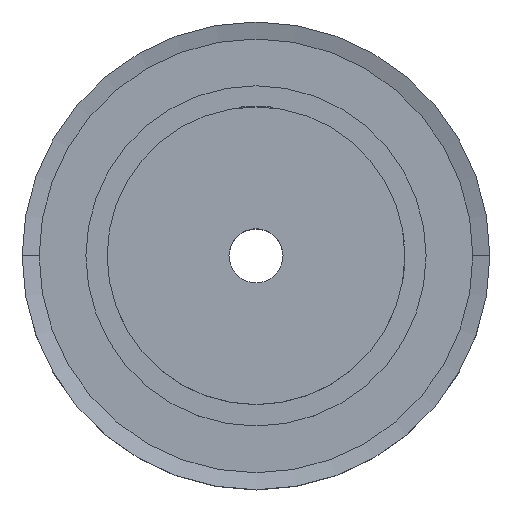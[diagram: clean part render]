
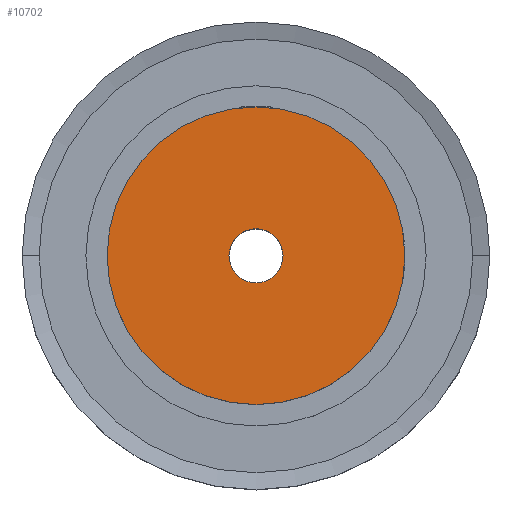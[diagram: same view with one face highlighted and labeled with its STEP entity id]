
A CAD part, top view. The second image highlights one B-rep face of the part: STEP entity #10702.
In plain terms, the highlighted planar face has unit normal (0, 0, 1).
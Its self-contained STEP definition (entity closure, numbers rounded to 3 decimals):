
#185 = EDGE_LOOP ( 'NONE', ( #11285, #11510 ) ) ;
#557 = VERTEX_POINT ( 'NONE', #8357 ) ;
#569 = CARTESIAN_POINT ( 'NONE',  ( 0., 0., 25. ) ) ;
#680 = DIRECTION ( 'NONE',  ( 0., 0., 1. ) ) ;
#803 = DIRECTION ( 'NONE',  ( 0., 0., 1. ) ) ;
#954 = VERTEX_POINT ( 'NONE', #11079 ) ;
#1333 = CIRCLE ( 'NONE', #7847, 3.175 ) ;
#1465 = AXIS2_PLACEMENT_3D ( 'NONE', #6922, #803, #10489 ) ;
#1672 = FACE_BOUND ( 'NONE', #3582, .T. ) ;
#2320 = VERTEX_POINT ( 'NONE', #6640 ) ;
#2612 = EDGE_CURVE ( 'NONE', #557, #9273, #4575, .T. ) ;
#3582 = EDGE_LOOP ( 'NONE', ( #9425, #5078 ) ) ;
#4015 = AXIS2_PLACEMENT_3D ( 'NONE', #6570, #7424, #7314 ) ;
#4142 = CIRCLE ( 'NONE', #9738, 17.5 ) ;
#4208 = DIRECTION ( 'NONE',  ( 0., 0., 1. ) ) ;
#4575 = CIRCLE ( 'NONE', #4015, 17.5 ) ;
#5078 = ORIENTED_EDGE ( 'NONE', *, *, #10740, .F. ) ;
#5358 = AXIS2_PLACEMENT_3D ( 'NONE', #8672, #680, #7721 ) ;
#5534 = CIRCLE ( 'NONE', #1465, 3.175 ) ;
#6162 = EDGE_CURVE ( 'NONE', #2320, #954, #1333, .T. ) ;
#6570 = CARTESIAN_POINT ( 'NONE',  ( 0., 0., 25. ) ) ;
#6604 = EDGE_CURVE ( 'NONE', #9273, #557, #4142, .T. ) ;
#6640 = CARTESIAN_POINT ( 'NONE',  ( 3.175, 0., 25. ) ) ;
#6762 = DIRECTION ( 'NONE',  ( 1., 0., 0. ) ) ;
#6818 = CARTESIAN_POINT ( 'NONE',  ( 0., 0., 25. ) ) ;
#6922 = CARTESIAN_POINT ( 'NONE',  ( 0., 0., 25. ) ) ;
#6976 = DIRECTION ( 'NONE',  ( 1., 0., 0. ) ) ;
#7314 = DIRECTION ( 'NONE',  ( 1., 0., 0. ) ) ;
#7424 = DIRECTION ( 'NONE',  ( 0., 0., 1. ) ) ;
#7721 = DIRECTION ( 'NONE',  ( 1., 0., 0. ) ) ;
#7847 = AXIS2_PLACEMENT_3D ( 'NONE', #6818, #4208, #6762 ) ;
#7848 = PLANE ( 'NONE',  #5358 ) ;
#7851 = DIRECTION ( 'NONE',  ( 0., 0., 1. ) ) ;
#8357 = CARTESIAN_POINT ( 'NONE',  ( 17.5, 0., 25. ) ) ;
#8672 = CARTESIAN_POINT ( 'NONE',  ( 0., 0., 25. ) ) ;
#9273 = VERTEX_POINT ( 'NONE', #9314 ) ;
#9314 = CARTESIAN_POINT ( 'NONE',  ( -17.5, 0., 25. ) ) ;
#9425 = ORIENTED_EDGE ( 'NONE', *, *, #6162, .F. ) ;
#9738 = AXIS2_PLACEMENT_3D ( 'NONE', #569, #7851, #6976 ) ;
#10489 = DIRECTION ( 'NONE',  ( 1., 0., 0. ) ) ;
#10548 = FACE_OUTER_BOUND ( 'NONE', #185, .T. ) ;
#10702 = ADVANCED_FACE ( 'NONE', ( #1672, #10548 ), #7848, .T. ) ;
#10740 = EDGE_CURVE ( 'NONE', #954, #2320, #5534, .T. ) ;
#11079 = CARTESIAN_POINT ( 'NONE',  ( -3.175, 0., 25. ) ) ;
#11285 = ORIENTED_EDGE ( 'NONE', *, *, #6604, .T. ) ;
#11510 = ORIENTED_EDGE ( 'NONE', *, *, #2612, .T. ) ;
